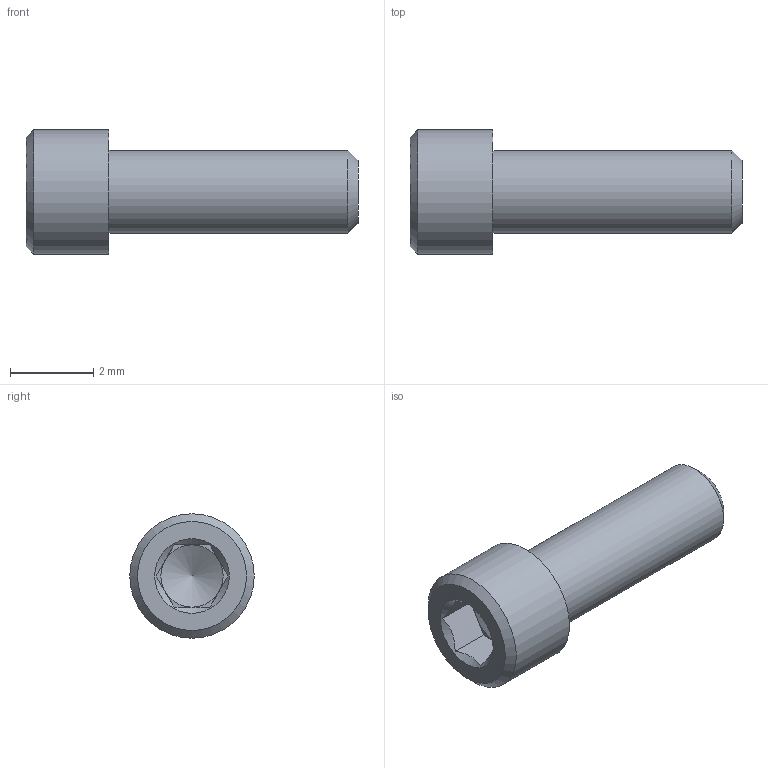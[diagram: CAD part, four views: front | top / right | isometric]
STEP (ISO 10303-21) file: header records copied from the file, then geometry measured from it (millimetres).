
FILE_DESCRIPTION(/* description */ (''),/* implementation_level */ '2;1');
FILE_NAME(/* name */ 'SNSS-M2-6-SD v1.step',/* time_stamp */ '2021-05-20T07:32:38+09:00',/* author */ (''),/* organization */ (''),/* preprocessor_version */ 'ST-DEVELOPER v18.1',/* originating_system */ 'Autodesk Translation Framework v10.6.0.1341',/* authorisation */ '');
FILE_SCHEMA (('AUTOMOTIVE_DESIGN { 1 0 10303 214 3 1 1 }'));
Length unit declared in the file: millimetre
Products named in the file (1): SNSS-M2-6-SD
Bounding box: 8 x 3 x 3 mm (x, y, z)
Volume: 30.4 mm3; surface area: 73.7 mm2
Topology: 1 solids, 1 shells, 21 faces, 46 edges, 28 vertices
Faces by surface type: plane 15, cone 4, cylinder 2
Full cylindrical faces by diameter (mm): 2 x1, 3 x1
Entity records: 599 total; most frequent: CARTESIAN_POINT 109, DIRECTION 96, ORIENTED_EDGE 90, EDGE_CURVE 45, AXIS2_PLACEMENT_3D 36, VERTEX_POINT 28, LINE 24, VECTOR 24
